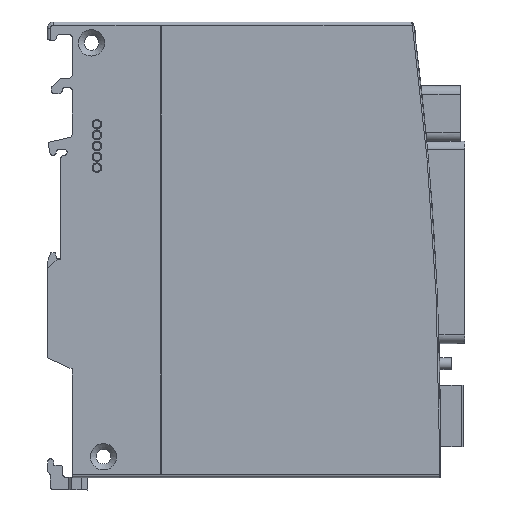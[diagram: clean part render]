
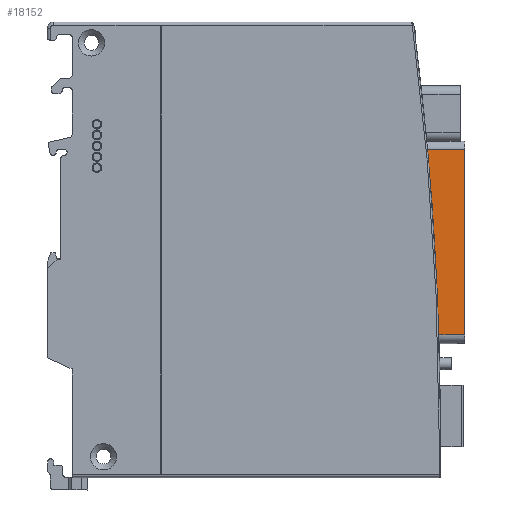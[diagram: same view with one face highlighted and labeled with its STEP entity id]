
A CAD part, left-side view. The second image highlights one B-rep face of the part: STEP entity #18152.
In plain terms, the highlighted planar face has unit normal (-1, 0, 0).
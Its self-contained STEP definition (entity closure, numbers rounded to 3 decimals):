
#16419=CIRCLE('',#57279,1000.);
#18152=ADVANCED_FACE('NONE',(#21806),#20132,.T.);
#20132=PLANE('',#57280);
#21806=FACE_OUTER_BOUND('',#23774,.T.);
#23774=EDGE_LOOP('',(#28921,#28922,#28923,#28924));
#28921=ORIENTED_EDGE('',*,*,#42999,.F.);
#28922=ORIENTED_EDGE('',*,*,#43015,.F.);
#28923=ORIENTED_EDGE('',*,*,#42334,.T.);
#28924=ORIENTED_EDGE('',*,*,#43002,.F.);
#37678=VERTEX_POINT('',#72613);
#37679=VERTEX_POINT('',#72614);
#38078=VERTEX_POINT('',#74421);
#38079=VERTEX_POINT('',#74423);
#42334=EDGE_CURVE('NONE',#37678,#37679,#48262,.T.);
#42999=EDGE_CURVE('NONE',#38078,#38079,#48736,.T.);
#43002=EDGE_CURVE('NONE',#38079,#37679,#48738,.T.);
#43015=EDGE_CURVE('NONE',#37678,#38078,#16419,.T.);
#48262=LINE('',#72612,#52905);
#48736=LINE('',#74422,#53379);
#48738=LINE('',#74428,#53381);
#52905=VECTOR('',#61403,1.);
#53379=VECTOR('',#62457,1.);
#53381=VECTOR('',#62463,1.);
#57279=AXIS2_PLACEMENT_3D('',#74453,#62485,#62486);
#57280=AXIS2_PLACEMENT_3D('',#74454,#62487,#62488);
#61403=DIRECTION('',(0.,0.,1.));
#62457=DIRECTION('',(0.,0.,1.));
#62463=DIRECTION('',(0.,-1.,0.));
#62485=DIRECTION('',(-1.,0.,0.));
#62486=DIRECTION('',(0.,-1.,0.));
#62487=DIRECTION('',(-1.,0.,0.));
#62488=DIRECTION('',(0.,-1.,0.));
#72612=CARTESIAN_POINT('',(-67.444,-17.953,-136.398));
#72613=CARTESIAN_POINT('',(-67.444,-17.953,-10.067));
#72614=CARTESIAN_POINT('',(-67.444,-17.953,-1.697));
#74421=CARTESIAN_POINT('',(-67.444,41.791,-13.715));
#74422=CARTESIAN_POINT('',(-67.444,41.791,-136.398));
#74423=CARTESIAN_POINT('',(-67.444,41.791,-1.697));
#74428=CARTESIAN_POINT('',(-67.444,41.791,-1.697));
#74453=CARTESIAN_POINT('',(-67.444,-49.012,-1009.584));
#74454=CARTESIAN_POINT('',(-67.444,41.791,-136.398));
